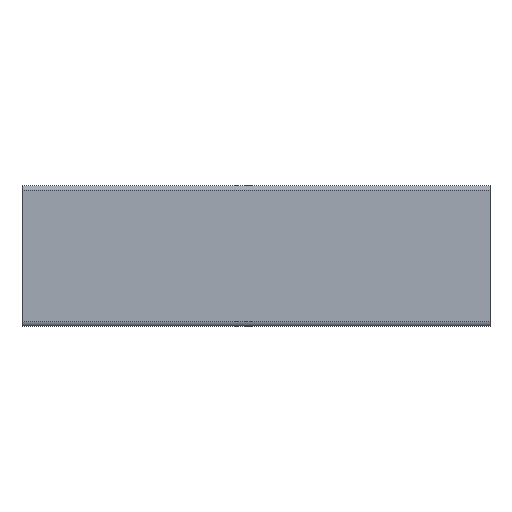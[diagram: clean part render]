
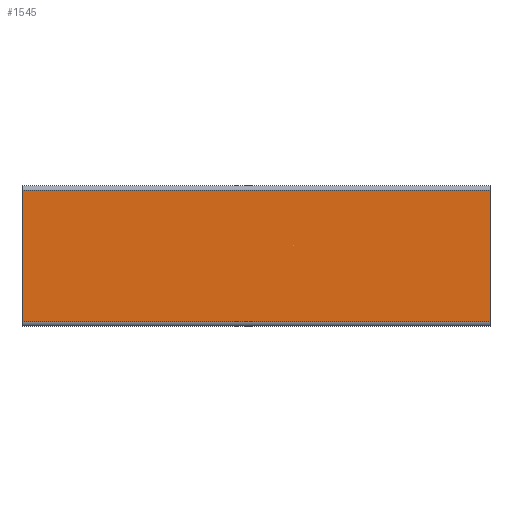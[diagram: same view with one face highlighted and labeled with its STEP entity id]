
A CAD part, front view. The second image highlights one B-rep face of the part: STEP entity #1545.
In plain terms, the highlighted planar face has unit normal (0, -1, 0).
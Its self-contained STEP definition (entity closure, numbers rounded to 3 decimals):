
#102 = AXIS2_PLACEMENT_3D ( 'NONE', #1413, #1424, #1425 ) ;
#195 = VECTOR ( 'NONE', #1093, 1000. ) ;
#207 = VECTOR ( 'NONE', #1119, 1000. ) ;
#224 = VECTOR ( 'NONE', #1159, 1000. ) ;
#242 = VECTOR ( 'NONE', #1205, 1000. ) ;
#370 = VERTEX_POINT ( 'NONE', #600 ) ;
#389 = VERTEX_POINT ( 'NONE', #618 ) ;
#417 = VERTEX_POINT ( 'NONE', #1573 ) ;
#424 = VERTEX_POINT ( 'NONE', #1580 ) ;
#540 = EDGE_LOOP ( 'NONE', ( #583, #570, #571, #573 ) ) ;
#570 = ORIENTED_EDGE ( 'NONE', *, *, #768, .F. ) ;
#571 = ORIENTED_EDGE ( 'NONE', *, *, #790, .F. ) ;
#573 = ORIENTED_EDGE ( 'NONE', *, *, #805, .T. ) ;
#583 = ORIENTED_EDGE ( 'NONE', *, *, #776, .T. ) ;
#600 = CARTESIAN_POINT ( 'NONE',  ( 100., -15., 14. ) ) ;
#618 = CARTESIAN_POINT ( 'NONE',  ( 0., -15., -14. ) ) ;
#768 = EDGE_CURVE ( 'NONE', #417, #389, #1085, .T. ) ;
#776 = EDGE_CURVE ( 'NONE', #424, #389, #1116, .T. ) ;
#790 = EDGE_CURVE ( 'NONE', #370, #417, #1157, .T. ) ;
#805 = EDGE_CURVE ( 'NONE', #370, #424, #1203, .T. ) ;
#1085 = LINE ( 'NONE', #1092, #195 ) ;
#1092 = CARTESIAN_POINT ( 'NONE',  ( 100., -15., -14. ) ) ;
#1093 = DIRECTION ( 'NONE',  ( -1., 0., 0. ) ) ;
#1116 = LINE ( 'NONE', #1118, #207 ) ;
#1118 = CARTESIAN_POINT ( 'NONE',  ( 0., -15., -14. ) ) ;
#1119 = DIRECTION ( 'NONE',  ( 0., 0., -1. ) ) ;
#1157 = LINE ( 'NONE', #1158, #224 ) ;
#1158 = CARTESIAN_POINT ( 'NONE',  ( 100., -15., -14. ) ) ;
#1159 = DIRECTION ( 'NONE',  ( 0., 0., -1. ) ) ;
#1203 = LINE ( 'NONE', #1204, #242 ) ;
#1204 = CARTESIAN_POINT ( 'NONE',  ( 100., -15., 14. ) ) ;
#1205 = DIRECTION ( 'NONE',  ( -1., 0., 0. ) ) ;
#1413 = CARTESIAN_POINT ( 'NONE',  ( 100., -15., -14. ) ) ;
#1420 = FACE_OUTER_BOUND ( 'NONE', #540, .T. ) ;
#1421 = PLANE ( 'NONE',  #102 ) ;
#1424 = DIRECTION ( 'NONE',  ( 0., 1., 0. ) ) ;
#1425 = DIRECTION ( 'NONE',  ( 0., 0., 1. ) ) ;
#1545 = ADVANCED_FACE ( 'NONE', ( #1420 ), #1421, .F. ) ;
#1573 = CARTESIAN_POINT ( 'NONE',  ( 100., -15., -14. ) ) ;
#1580 = CARTESIAN_POINT ( 'NONE',  ( 0., -15., 14. ) ) ;
